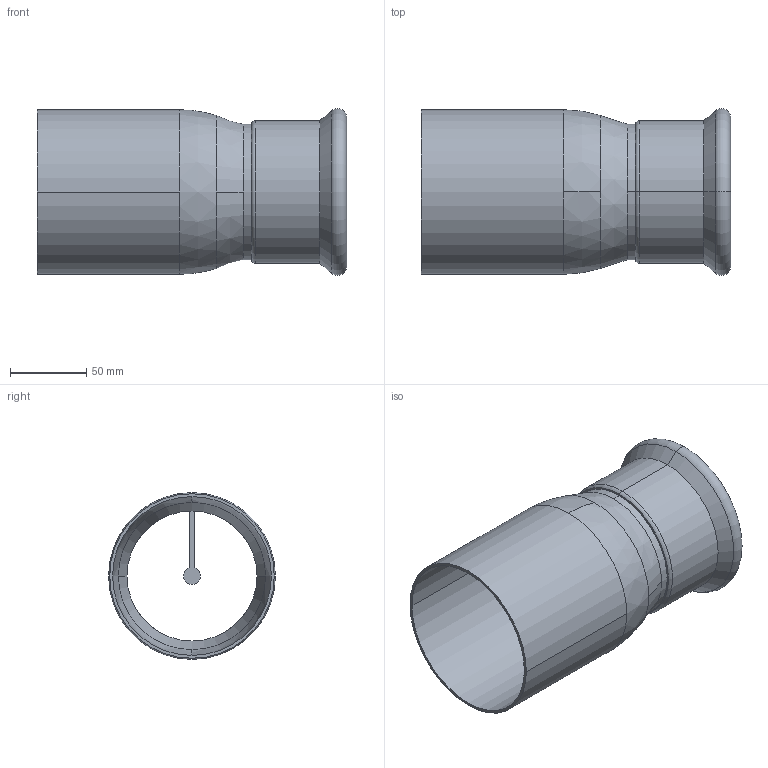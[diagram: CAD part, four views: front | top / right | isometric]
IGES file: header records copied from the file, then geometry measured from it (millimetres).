
Global section: file name: No Iges File Name specified; native system: Autodesk Inventor 2011; preprocessor: AutoDesk Inventor Iges Exporter R2011; author: bruh; date: 20110606.141707; units: millimetre
Bounding box: 203 x 109.5 x 109.5 mm (x, y, z)
Volume: 125946.8 mm3; surface area: 136403.3 mm2
Topology: 1 solids, 1 shells, 52 faces, 120 edges, 74 vertices
Faces by surface type: revolution 20, plane 9, cylinder 7, bspline 6, torus 6, cone 4
